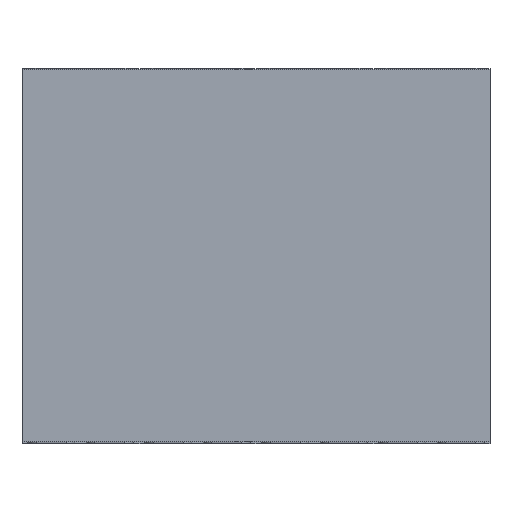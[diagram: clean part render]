
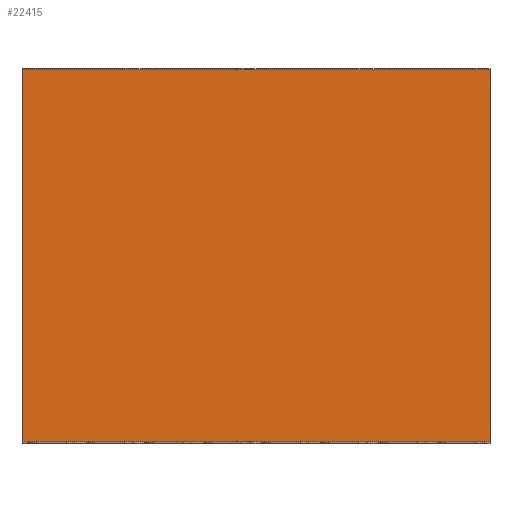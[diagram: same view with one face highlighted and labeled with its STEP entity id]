
A CAD part, top view. The second image highlights one B-rep face of the part: STEP entity #22415.
In plain terms, the highlighted face is planar.
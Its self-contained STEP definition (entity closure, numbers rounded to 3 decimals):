
#22064=DIRECTION('',(1.,0.,0.));
#22065=VECTOR('',#22064,79.6);
#22066=CARTESIAN_POINT('',(-39.8,1.6,50.));
#22067=LINE('',#22066,#22065);
#22072=DIRECTION('',(1.,0.,0.));
#22073=VECTOR('',#22072,79.6);
#22074=CARTESIAN_POINT('',(-39.8,1.6,-50.));
#22075=LINE('',#22074,#22073);
#22076=DIRECTION('',(0.,0.,1.));
#22077=VECTOR('',#22076,100.);
#22078=CARTESIAN_POINT('',(39.8,1.6,-50.));
#22079=LINE('',#22078,#22077);
#22084=DIRECTION('',(0.,0.,1.));
#22085=VECTOR('',#22084,100.);
#22086=CARTESIAN_POINT('',(-39.8,1.6,-50.));
#22087=LINE('',#22086,#22085);
#22248=CARTESIAN_POINT('',(39.8,1.6,-50.));
#22249=CARTESIAN_POINT('',(39.8,1.6,50.));
#22250=VERTEX_POINT('',#22248);
#22251=VERTEX_POINT('',#22249);
#22252=CARTESIAN_POINT('',(-39.8,1.6,-50.));
#22253=CARTESIAN_POINT('',(-39.8,1.6,50.));
#22254=VERTEX_POINT('',#22252);
#22255=VERTEX_POINT('',#22253);
#22403=CARTESIAN_POINT('',(-38.,1.6,-50.));
#22404=DIRECTION('',(0.,1.,0.));
#22405=DIRECTION('',(-1.,0.,0.));
#22406=AXIS2_PLACEMENT_3D('',#22403,#22404,#22405);
#22407=PLANE('',#22406);
#22408=ORIENTED_EDGE('',*,*,#22385,.F.);
#22410=ORIENTED_EDGE('',*,*,#22409,.F.);
#22411=ORIENTED_EDGE('',*,*,#22289,.T.);
#22412=ORIENTED_EDGE('',*,*,#22398,.T.);
#22413=EDGE_LOOP('',(#22408,#22410,#22411,#22412));
#22414=FACE_OUTER_BOUND('',#22413,.F.);
#22289=EDGE_CURVE('',#22254,#22250,#22075,.T.);
#22385=EDGE_CURVE('',#22255,#22251,#22067,.T.);
#22398=EDGE_CURVE('',#22250,#22251,#22079,.T.);
#22409=EDGE_CURVE('',#22254,#22255,#22087,.T.);
#22415=ADVANCED_FACE('',(#22414),#22407,.T.);
